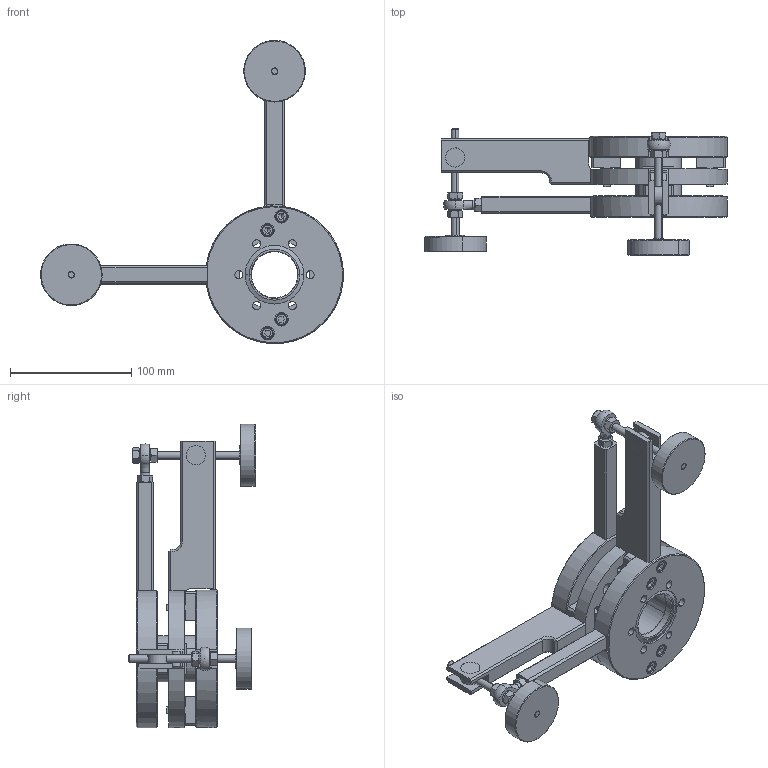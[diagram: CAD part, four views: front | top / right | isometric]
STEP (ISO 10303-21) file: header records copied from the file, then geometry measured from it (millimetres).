
FILE_DESCRIPTION(('FreeCAD Model'),'2;1');
FILE_NAME('Open CASCADE Shape Model','2022-05-12T17:51:45',('Author'),( ''),'Open CASCADE STEP processor 7.5','FreeCAD','Unknown');
FILE_SCHEMA(('AUTOMOTIVE_DESIGN { 1 0 10303 214 1 1 1 1 }'));
Length unit declared in the file: millimetre
Products named in the file (40): Unnamed; Shell; Shell001; Shell002; Shell003; Shell004; Shell005; Shell006; Shell007; Shell008; Shell009; Shell010; Shell011; Shell012; Shell013; Shell014; Shell015; Shell016; Shell017; Shell018; Shell019; Shell020; Shell021; Shell022; Shell023; Shell024; Shell025; Shell026; Shell027; Shell028; Shell029; Shell030; Shell031; Shell032; Shell033; Shell034; Shell035; Shell036; Shell037; ATS2-CF40
Assembly tree (39 placements, depth 2):
  Unnamed
    Shell
    Shell001
    Shell002
    Shell003
    Shell004
    Shell005
    Shell006
    Shell007
    Shell008
    Shell009
    Shell010
    Shell011
    Shell012
    Shell013
    Shell014
    Shell015
    Shell016
    Shell017
    Shell018
    Shell019
    Shell020
    Shell021
    Shell022
    Shell023
    Shell024
    Shell025
    Shell026
    Shell027
    Shell028
    Shell029
    Shell030
    Shell031
    Shell032
    Shell033
    Shell034
    Shell035
    Shell036
    Shell037
    ATS2-CF40
Bounding box: 249.63 x 104.9 x 249.93 mm (x, y, z)
Surface area: 294750.9 mm2 (no closed solid volume)
Topology: 0 solids, 76 shells, 948 faces, 2786 edges, 1840 vertices
Faces by surface type: plane 494, cylinder 228, cone 198, sphere 20, torus 8
Entity records: 76897 total; most frequent: CARTESIAN_POINT 26050, DIRECTION 9292, LINE 4868, VECTOR 4868, ORIENTED_EDGE 4690, PCURVE 4690, DEFINITIONAL_REPRESENTATION 4690, EDGE_CURVE 2750
